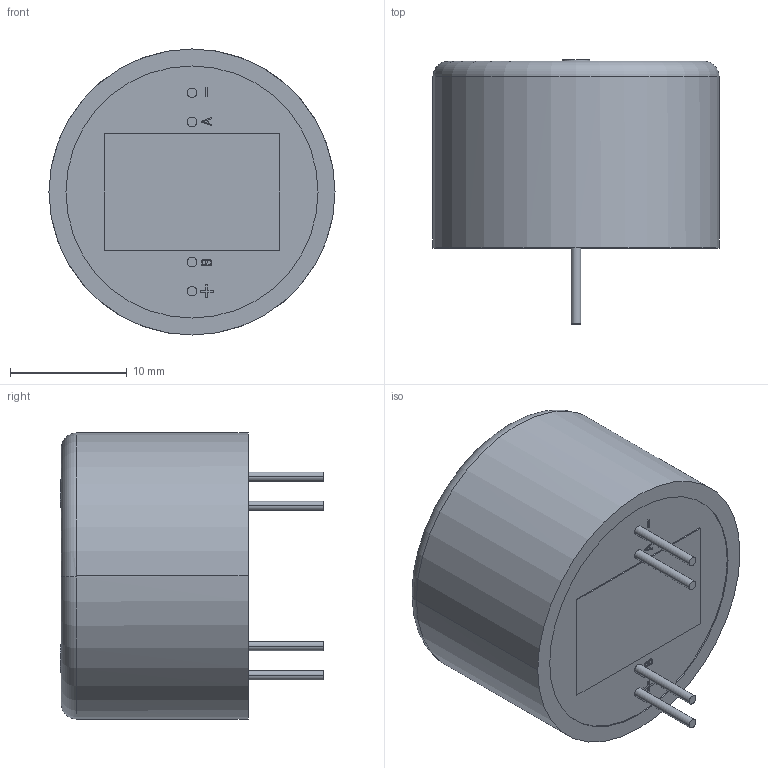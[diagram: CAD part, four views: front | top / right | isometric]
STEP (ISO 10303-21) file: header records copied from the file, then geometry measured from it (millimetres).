
FILE_DESCRIPTION (( 'STEP AP214' ), '1' );
FILE_NAME ('CUI_DEVICES_CPI-2416-100T.step', '2020-11-06T15:23:05', ( '' ), ( '' ), 'SwSTEP 2.0', 'SolidWorks 2020', '' );
FILE_SCHEMA (( 'AUTOMOTIVE_DESIGN' ));
Length unit declared in the file: inch
Products named in the file (1): CUI_DEVICES_CPI-2416-100T
Bounding box: 24.5 x 22.6 x 24.5 mm (x, y, z)
Volume: 4503.2 mm3; surface area: 3563.4 mm2
Topology: 1 solids, 1 shells, 126 faces, 294 edges, 196 vertices
Faces by surface type: plane 78, cylinder 38, bspline 8, torus 2
Entity records: 4594 total; most frequent: CARTESIAN_POINT 913, DIRECTION 610, ORIENTED_EDGE 588, EDGE_CURVE 294, AXIS2_PLACEMENT_3D 213, VERTEX_POINT 196, LINE 184, VECTOR 184
